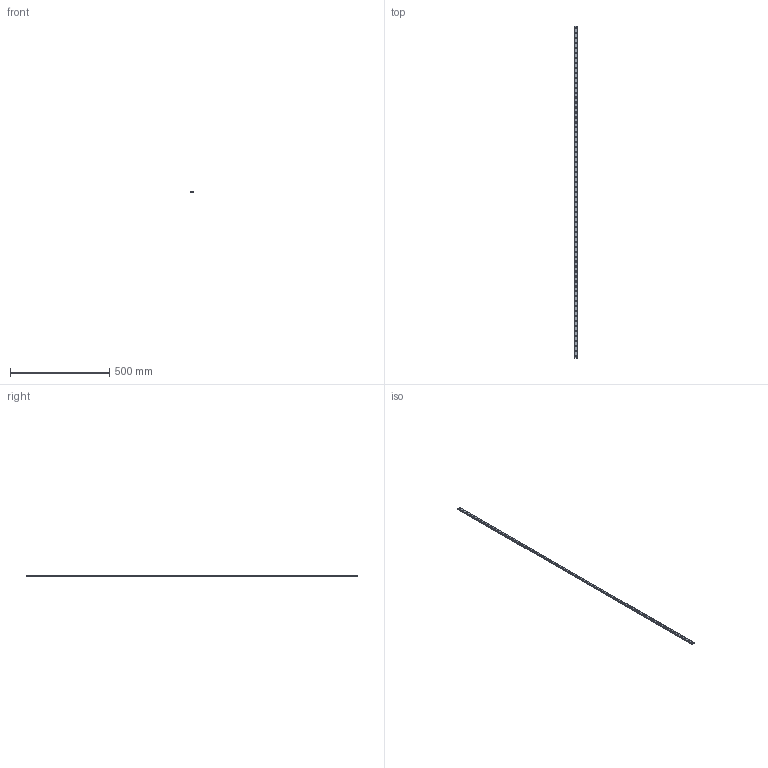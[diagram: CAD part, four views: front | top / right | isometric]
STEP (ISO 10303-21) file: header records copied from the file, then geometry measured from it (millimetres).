
FILE_DESCRIPTION(('STEP AP214'),'1');
FILE_NAME('cctmp_B7CE8182-AA5C-4087-B1B3-1D78BE7D336D_2021_02_19_10_12_42_0008..stp','2021-02-19T09:12:42',('HIWIN GmbH'),('CADClick - www.CADClick.com'),'Spatial InterOp 3D',' ','unknown authorization');
FILE_SCHEMA(('AUTOMOTIVE_DESIGN'));
Length unit declared in the file: millimetre
Products named in the file (1): MGNR12R1670CM_FILE
Bounding box: 12 x 1670 x 8 mm (x, y, z)
Volume: 143000.7 mm3; surface area: 83071 mm2
Topology: 1 solids, 1 shells, 698 faces, 1473 edges, 982 vertices
Faces by surface type: cylinder 418, plane 280
Entity records: 24721 total; most frequent: DIRECTION 3707, CARTESIAN_POINT 3154, ORIENTED_EDGE 2946, AXIS2_PLACEMENT_3D 1535, EDGE_CURVE 1473, VERTEX_POINT 982, EDGE_LOOP 903, CIRCLE 836
